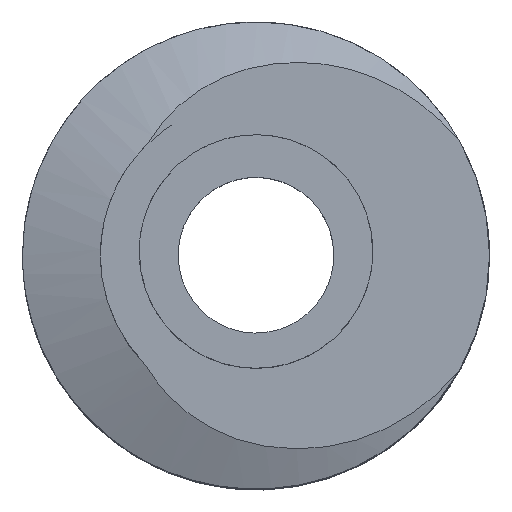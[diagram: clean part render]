
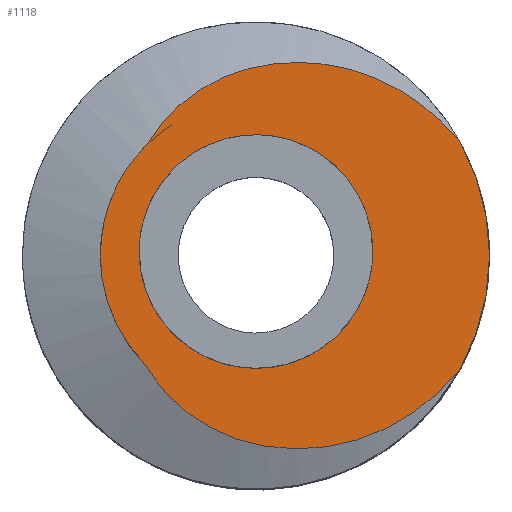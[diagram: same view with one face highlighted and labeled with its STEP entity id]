
A CAD part, top view. The second image highlights one B-rep face of the part: STEP entity #1118.
In plain terms, the highlighted free-form (B-spline) face has degree [1, 1] with [2, 2] control points.
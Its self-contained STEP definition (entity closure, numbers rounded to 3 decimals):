
#21 = EDGE_CURVE('',#22,#24,#26,.T.);
#22 = VERTEX_POINT('',#23);
#23 = CARTESIAN_POINT('',(-1.32,0.042,
    7.48));
#24 = VERTEX_POINT('',#25);
#25 = CARTESIAN_POINT('',(1.32,0.042,
    7.48));
#26 = ( BOUNDED_CURVE() B_SPLINE_CURVE(2,(#27,#28,#29,#30,#31),
.UNSPECIFIED.,.F.,.F.) B_SPLINE_CURVE_WITH_KNOTS((3,2,3),(3.142,
4.712,6.283),.PIECEWISE_BEZIER_KNOTS.) CURVE() 
GEOMETRIC_REPRESENTATION_ITEM() RATIONAL_B_SPLINE_CURVE((1.,
0.707,1.,0.707,1.)) REPRESENTATION_ITEM('') );
#27 = CARTESIAN_POINT('',(-1.32,0.042,
    7.48));
#28 = CARTESIAN_POINT('',(-1.32,1.362,7.48)
  );
#29 = CARTESIAN_POINT('',(0.,1.362,
    7.48));
#30 = CARTESIAN_POINT('',(1.32,1.362,7.48)
  );
#31 = CARTESIAN_POINT('',(1.32,0.042,
    7.48));
#258 = EDGE_CURVE('',#259,#261,#263,.T.);
#259 = VERTEX_POINT('',#260);
#260 = CARTESIAN_POINT('',(2.64,0.,
    7.48));
#261 = VERTEX_POINT('',#262);
#262 = CARTESIAN_POINT('',(2.306,1.287,7.48)
  );
#263 = ( BOUNDED_CURVE() B_SPLINE_CURVE(2,(#264,#265,#266),
.UNSPECIFIED.,.F.,.F.) B_SPLINE_CURVE_WITH_KNOTS((3,3),(3.142,
3.651),.PIECEWISE_BEZIER_KNOTS.) CURVE() 
GEOMETRIC_REPRESENTATION_ITEM() RATIONAL_B_SPLINE_CURVE((1.,
0.968,1.)) REPRESENTATION_ITEM('') );
#264 = CARTESIAN_POINT('',(2.64,0.,
    7.48));
#265 = CARTESIAN_POINT('',(2.64,0.687,7.48)
  );
#266 = CARTESIAN_POINT('',(2.305,1.287,7.48)
  );
#616 = EDGE_CURVE('',#617,#259,#619,.T.);
#617 = VERTEX_POINT('',#618);
#618 = CARTESIAN_POINT('',(2.292,-1.31,7.48
    ));
#619 = ( BOUNDED_CURVE() B_SPLINE_CURVE(2,(#620,#621,#622),
.UNSPECIFIED.,.F.,.F.) B_SPLINE_CURVE_WITH_KNOTS((3,3),(2.622,
3.142),.PIECEWISE_BEZIER_KNOTS.) CURVE() 
GEOMETRIC_REPRESENTATION_ITEM() RATIONAL_B_SPLINE_CURVE((1.,
0.966,1.)) REPRESENTATION_ITEM('') );
#620 = CARTESIAN_POINT('',(2.292,-1.31,7.48
    ));
#621 = CARTESIAN_POINT('',(2.64,-0.701,7.48
    ));
#622 = CARTESIAN_POINT('',(2.64,0.,
    7.48));
#1118 = ADVANCED_FACE('',(#1119,#1186),#1197,.T.);
#1119 = FACE_BOUND('',#1120,.T.);
#1120 = EDGE_LOOP('',(#1121,#1122,#1123,#1146,#1167));
#1121 = ORIENTED_EDGE('',*,*,#616,.T.);
#1122 = ORIENTED_EDGE('',*,*,#258,.T.);
#1123 = ORIENTED_EDGE('',*,*,#1124,.F.);
#1124 = EDGE_CURVE('',#1125,#261,#1127,.T.);
#1125 = VERTEX_POINT('',#1126);
#1126 = CARTESIAN_POINT('',(-1.233,1.255,
    7.48));
#1127 = B_SPLINE_CURVE_WITH_KNOTS('',3,(#1128,#1129,#1130,#1131,#1132,
    #1133,#1134,#1135,#1136,#1137,#1138,#1139,#1140,#1141,#1142,#1143,
    #1144,#1145),.UNSPECIFIED.,.F.,.F.,(4,2,2,2,2,2,2,2,4),(0.,
    0.001,0.001,0.002,
    0.002,0.003,0.004,
    0.004,0.005),.UNSPECIFIED.);
#1128 = CARTESIAN_POINT('',(-1.233,1.255,
    7.48));
#1129 = CARTESIAN_POINT('',(-1.144,1.404,
    7.48));
#1130 = CARTESIAN_POINT('',(-1.036,1.538,
    7.48));
#1131 = CARTESIAN_POINT('',(-0.784,1.774,
    7.48));
#1132 = CARTESIAN_POINT('',(-0.642,1.876,
    7.48));
#1133 = CARTESIAN_POINT('',(-0.337,2.035,7.48
    ));
#1134 = CARTESIAN_POINT('',(-0.172,2.095,
    7.48));
#1135 = CARTESIAN_POINT('',(0.164,2.167,7.48
    ));
#1136 = CARTESIAN_POINT('',(0.338,2.184,7.48
    ));
#1137 = CARTESIAN_POINT('',(0.683,2.178,7.48
    ));
#1138 = CARTESIAN_POINT('',(0.853,2.156,7.48
    ));
#1139 = CARTESIAN_POINT('',(1.19,2.073,7.48
    ));
#1140 = CARTESIAN_POINT('',(1.351,2.012,7.48)
  );
#1141 = CARTESIAN_POINT('',(1.657,1.857,7.48
    ));
#1142 = CARTESIAN_POINT('',(1.803,1.761,7.48
    ));
#1143 = CARTESIAN_POINT('',(2.07,1.543,7.48
    ));
#1144 = CARTESIAN_POINT('',(2.193,1.422,7.48
    ));
#1145 = CARTESIAN_POINT('',(2.306,1.287,7.48
    ));
#1146 = ORIENTED_EDGE('',*,*,#1147,.F.);
#1147 = EDGE_CURVE('',#1148,#1125,#1150,.T.);
#1148 = VERTEX_POINT('',#1149);
#1149 = CARTESIAN_POINT('',(-1.247,-1.241,
    7.48));
#1150 = B_SPLINE_CURVE_WITH_KNOTS('',3,(#1151,#1152,#1153,#1154,#1155,
    #1156,#1157,#1158,#1159,#1160,#1161,#1162,#1163,#1164,#1165,#1166),
  .UNSPECIFIED.,.F.,.F.,(4,2,2,2,2,2,2,4),(0.,0.,
    0.001,0.002,0.002,
    0.002,0.003,0.003),
  .UNSPECIFIED.);
#1151 = CARTESIAN_POINT('',(-1.247,-1.241,
    7.48));
#1152 = CARTESIAN_POINT('',(-1.329,-1.158,
    7.48));
#1153 = CARTESIAN_POINT('',(-1.402,-1.069,
    7.48));
#1154 = CARTESIAN_POINT('',(-1.53,-0.877,
    7.48));
#1155 = CARTESIAN_POINT('',(-1.585,-0.773,
    7.48));
#1156 = CARTESIAN_POINT('',(-1.716,-0.452,
    7.48));
#1157 = CARTESIAN_POINT('',(-1.761,-0.22,
    7.48));
#1158 = CARTESIAN_POINT('',(-1.759,0.125,7.48
    ));
#1159 = CARTESIAN_POINT('',(-1.747,0.241,
    7.48));
#1160 = CARTESIAN_POINT('',(-1.7,0.468,
    7.48));
#1161 = CARTESIAN_POINT('',(-1.666,0.578,
    7.48));
#1162 = CARTESIAN_POINT('',(-1.576,0.79,
    7.48));
#1163 = CARTESIAN_POINT('',(-1.52,0.893,
    7.48));
#1164 = CARTESIAN_POINT('',(-1.39,1.084,
    7.48));
#1165 = CARTESIAN_POINT('',(-1.316,1.173,
    7.48));
#1166 = CARTESIAN_POINT('',(-1.233,1.255,
    7.48));
#1167 = ORIENTED_EDGE('',*,*,#1168,.F.);
#1168 = EDGE_CURVE('',#617,#1148,#1169,.T.);
#1169 = B_SPLINE_CURVE_WITH_KNOTS('',3,(#1170,#1171,#1172,#1173,#1174,
    #1175,#1176,#1177,#1178,#1179,#1180,#1181,#1182,#1183,#1184,#1185),
  .UNSPECIFIED.,.F.,.F.,(4,2,2,2,2,2,2,4),(0.,0.001,
    0.001,0.002,0.002,
    0.003,0.004,0.005),
  .UNSPECIFIED.);
#1170 = CARTESIAN_POINT('',(2.292,-1.31,
    7.48));
#1171 = CARTESIAN_POINT('',(2.178,-1.445,
    7.48));
#1172 = CARTESIAN_POINT('',(2.054,-1.565,
    7.48));
#1173 = CARTESIAN_POINT('',(1.786,-1.778,
    7.48));
#1174 = CARTESIAN_POINT('',(1.64,-1.874,7.48
    ));
#1175 = CARTESIAN_POINT('',(1.33,-2.026,
    7.48));
#1176 = CARTESIAN_POINT('',(1.169,-2.084,
    7.48));
#1177 = CARTESIAN_POINT('',(0.835,-2.164,7.48
    ));
#1178 = CARTESIAN_POINT('',(0.66,-2.185,7.48
    ));
#1179 = CARTESIAN_POINT('',(0.317,-2.188,
    7.48));
#1180 = CARTESIAN_POINT('',(0.144,-2.17,
    7.48));
#1181 = CARTESIAN_POINT('',(-0.194,-2.093,
    7.48));
#1182 = CARTESIAN_POINT('',(-0.355,-2.033,
    7.48));
#1183 = CARTESIAN_POINT('',(-0.813,-1.788,
    7.48));
#1184 = CARTESIAN_POINT('',(-1.071,-1.542,
    7.48));
#1185 = CARTESIAN_POINT('',(-1.247,-1.241,
    7.48));
#1186 = FACE_BOUND('',#1187,.T.);
#1187 = EDGE_LOOP('',(#1188,#1196));
#1188 = ORIENTED_EDGE('',*,*,#1189,.T.);
#1189 = EDGE_CURVE('',#24,#22,#1190,.T.);
#1190 = ( BOUNDED_CURVE() B_SPLINE_CURVE(2,(#1191,#1192,#1193,#1194,
#1195),.UNSPECIFIED.,.F.,.F.) B_SPLINE_CURVE_WITH_KNOTS((3,2,3),(0.,
1.571,3.142),.PIECEWISE_BEZIER_KNOTS.) CURVE() 
GEOMETRIC_REPRESENTATION_ITEM() RATIONAL_B_SPLINE_CURVE((1.,
0.707,1.,0.707,1.)) REPRESENTATION_ITEM('') );
#1191 = CARTESIAN_POINT('',(1.32,0.042,
    7.48));
#1192 = CARTESIAN_POINT('',(1.32,-1.278,
    7.48));
#1193 = CARTESIAN_POINT('',(0.,-1.278,
    7.48));
#1194 = CARTESIAN_POINT('',(-1.32,-1.278,
    7.48));
#1195 = CARTESIAN_POINT('',(-1.32,0.042,
    7.48));
#1196 = ORIENTED_EDGE('',*,*,#21,.T.);
#1197 = B_SPLINE_SURFACE_WITH_KNOTS('',1,1,(
    (#1198,#1199)
    ,(#1200,#1201
    )),.UNSPECIFIED.,.F.,.F.,.F.,(2,2),(2,2),(-2.001,3.),(
    -2.486,2.482),.PIECEWISE_BEZIER_KNOTS.);
#1198 = CARTESIAN_POINT('',(-1.761,-2.188,
    7.48));
#1199 = CARTESIAN_POINT('',(-1.761,2.184,
    7.48));
#1200 = CARTESIAN_POINT('',(2.64,-2.188,
    7.48));
#1201 = CARTESIAN_POINT('',(2.64,2.184,7.48
    ));
